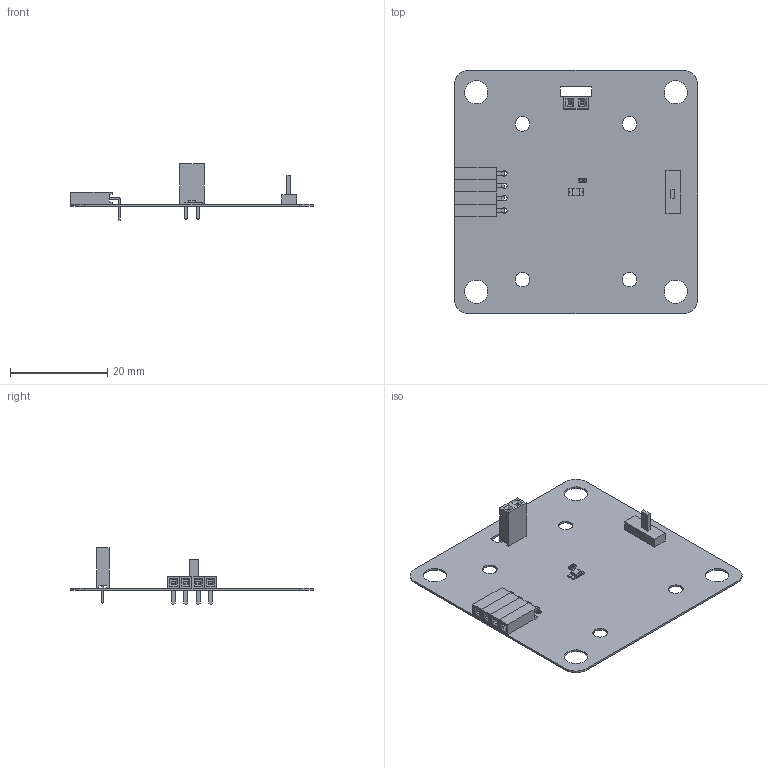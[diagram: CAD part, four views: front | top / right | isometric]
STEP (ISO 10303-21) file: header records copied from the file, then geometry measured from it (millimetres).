
FILE_DESCRIPTION(('Open CASCADE Model'),'2;1');
FILE_NAME('Open CASCADE Shape Model','2020-04-29T13:19:04',('Author'),( 'Open CASCADE'),'Open CASCADE STEP processor 6.8','Open CASCADE 6.8' ,'Unknown');
FILE_SCHEMA(('AUTOMOTIVE_DESIGN { 1 0 10303 214 1 1 1 1 }'));
Length unit declared in the file: millimetre
Products named in the file (16): PCB; Board; X?; User_Library-PBS-02; D1; LED_1206_Lens_BLUE; LED_1206_Base_BLUE; R1; 0603_resistor; *; User_Library-PBS_(DS1024); 1089569816; Extruded; 1089569952
Assembly tree (15 placements, depth 4):
  PCB
    Board
    X?
      User_Library-PBS-02
    D1
      LED_1206_Lens_BLUE
      LED_1206_Base_BLUE
    R1
      0603_resistor
    *
      User_Library-PBS_(DS1024)
    *
      1089569816
        Extruded
      1089569952
        Extruded
Bounding box: 50 x 50 x 11.7 mm (x, y, z)
Volume: 1289.5 mm3; surface area: 6076.3 mm2
Topology: 13 solids, 13 shells, 410 faces, 1172 edges, 788 vertices
Faces by surface type: plane 360, cylinder 46, sphere 4
Full cylindrical faces by diameter (mm): 0.9 x2, 1.1 x6, 3 x4, 4.8 x4
Entity records: 15072 total; most frequent: CARTESIAN_POINT 2580, ORIENTED_EDGE 2336, DIRECTION 2089, EDGE_CURVE 1168, LINE 1053, VECTOR 1053, VERTEX_POINT 788, AXIS2_PLACEMENT_3D 518
